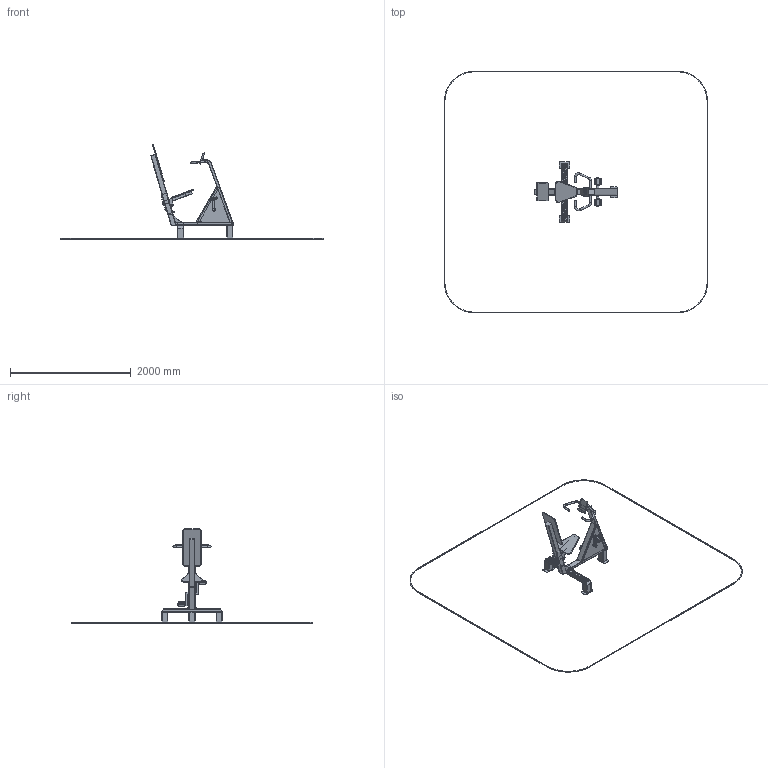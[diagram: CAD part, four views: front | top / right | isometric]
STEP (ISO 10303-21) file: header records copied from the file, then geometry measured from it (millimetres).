
FILE_DESCRIPTION(('STEP AP214'), '1');
FILE_NAME('沓麧錪', '', ('UNSPECIFIED'), ('UNSPECIFIED'), 'C3D Converter', 'C3D Toolkit', '');
FILE_SCHEMA(('AUTOMOTIVE_DESIGN { 1 0 10303 214 3 1 1}'));
Length unit declared in the file: millimetre
Products named in the file (54): УТС-05.04.01.02; -01; УТС-05.03.00.00; УТС-05.03.01.00; УТС-05.03.01.01; УТС-05.03.01.02; УТС-05.03.00.01; УТС-05.03.00.02; УТС-05.03.00.03; УТС-03.04.02.00; УТС-05.08.01.02; УТС-03.04.02.04; УТС-03.04.02.02; УТС-03.04.01.00; УТС-03.04.01.02; УТС-03.04.01.03; УТС-03.04.01.01; -5000
Assembly tree (76 placements, depth 4):
  (unnamed)
    (unnamed)
      (unnamed)
      (unnamed)
      (unnamed)
      (unnamed)
      (unnamed)
      (unnamed)  x2
      (unnamed)
      (unnamed)
      (unnamed)
      УТС-05.04.01.02
      (unnamed)  x2
      (unnamed)  x2
      -01  x2
      (unnamed)
      (unnamed)
    (unnamed)
      (unnamed)
      (unnamed)  x2
      (unnamed)  x2
      (unnamed)
      -01
    (unnamed)  x2
    УТС-05.03.00.00
      УТС-05.03.01.00
        УТС-05.03.01.01
        УТС-05.03.01.02  x2
      УТС-05.03.00.01
      УТС-05.03.00.02  x2
    (unnamed)
    (unnamed)
      (unnamed)
      (unnamed)
      (unnamed)
    (unnamed)  x2
    УТС-05.03.00.03  x2
    (unnamed)
      (unnamed)
      (unnamed)
    (unnamed)
    УТС-03.04.02.00  x2
      УТС-05.08.01.02
      УТС-03.04.02.04
      УТС-03.04.02.02
      (unnamed)
      (unnamed)
    УТС-03.04.01.00  x2
      УТС-03.04.01.02
      УТС-03.04.01.03
      УТС-03.04.01.01
      (unnamed)
    -5000
      (unnamed)  x2
      (unnamed)  x2
      (unnamed)
    -5000  x2
Bounding box: 4369.98 x 4010 x 1562.58 mm (x, y, z)
Volume: 14969341.5 mm3; surface area: 6801774.2 mm2
Topology: 79 solids, 79 shells, 1598 faces, 3988 edges, 2622 vertices
Faces by surface type: plane 1110, cylinder 350, bspline 90, torus 38, cone 10
Full cylindrical faces by diameter (mm): 10.5 x2, 19.5 x2, 20 x4, 21 x2, 24 x6, 25.064 x2, 25.497 x2, 28 x2, 30 x6, 32 x2, 33 x2, 41 x2, 43 x2, 46 x2, 52 x2
Entity records: 30989 total; most frequent: CARTESIAN_POINT 5198, DIRECTION 3802, ORIENTED_EDGE 3712, EDGE_CURVE 1856, AXIS2_PLACEMENT_3D 1274, VERTEX_POINT 1254, LINE 1254, VECTOR 1254
